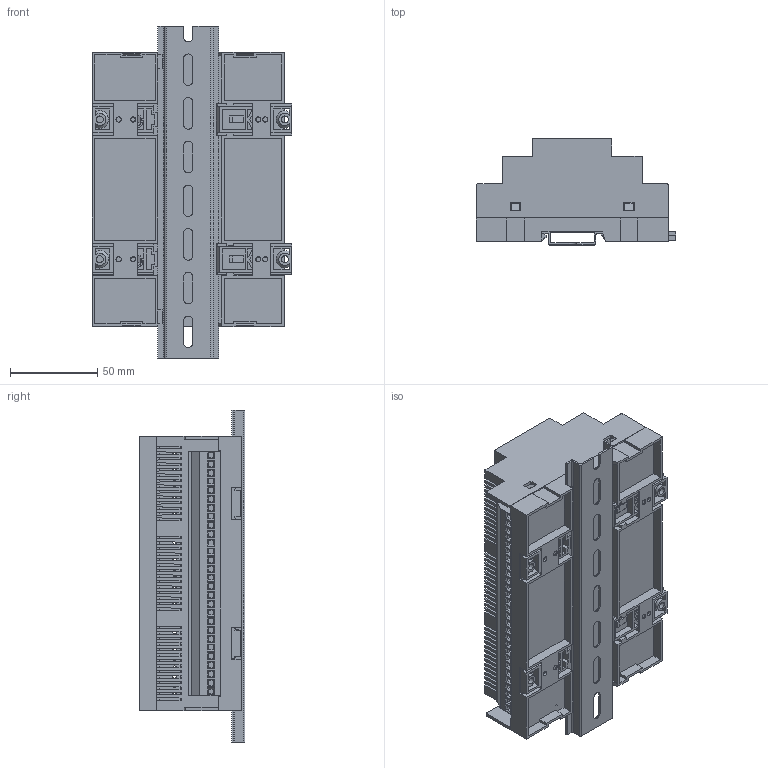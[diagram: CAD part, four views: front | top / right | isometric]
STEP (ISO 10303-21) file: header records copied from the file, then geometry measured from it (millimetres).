
FILE_DESCRIPTION (( 'STEP AP214' ), '1' );
FILE_NAME ('CES-157-02.STEP', '2023-01-18T07:18:52', ( '' ), ( '' ), 'SwSTEP 2.0', 'SolidWorks 2017', '' );
FILE_SCHEMA (( 'AUTOMOTIVE_DESIGN' ));
Length unit declared in the file: millimetre
Products named in the file (12): CES-157-02; Screw-small; Clip-Big; TopCover-CESC-157; BasePCB-157-5.08mm Term; Vertical PCB - CES-157; Terminal5.0-5.08-28Way-High; Clip-Small; Display PCB CES-157; Horizontal PCB - CES-157-5.08 Term; Base plate - MDB-157; Rail-35-190mm
Assembly tree (16 placements, depth 2):
  CES-157-02
    Base plate - MDB-157
    BasePCB-157-5.08mm Term
    Screw-small  x2
    Clip-Big  x2
    Clip-Small  x2
    Rail-35-190mm
    TopCover-CESC-157
    Terminal5.0-5.08-28Way-High  x2
    Display PCB CES-157
    Horizontal PCB - CES-157-5.08 Term
    Vertical PCB - CES-157  x2
Bounding box: 114.3 x 60.55 x 190 mm (x, y, z)
Volume: 219868.6 mm3; surface area: 270668.5 mm2
Topology: 16 solids, 16 shells, 2658 faces, 7673 edges, 5033 vertices
Faces by surface type: plane 1969, cylinder 653, cone 30, torus 6
Entity records: 67610 total; most frequent: CARTESIAN_POINT 11863, ORIENTED_EDGE 11812, DIRECTION 10912, EDGE_CURVE 5906, VECTOR 4826, LINE 4826, VERTEX_POINT 3862, AXIS2_PLACEMENT_3D 3043
